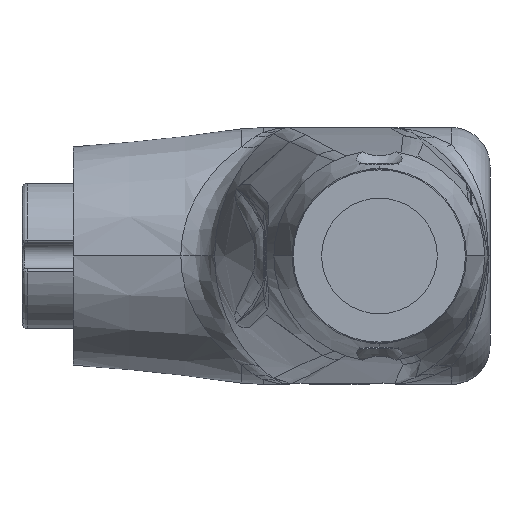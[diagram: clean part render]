
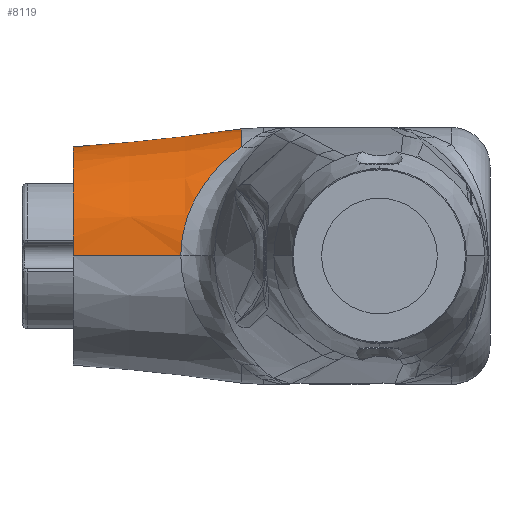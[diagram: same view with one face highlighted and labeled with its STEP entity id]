
A CAD part, left-side view. The second image highlights one B-rep face of the part: STEP entity #8119.
In plain terms, the highlighted conical face has half-angle 6.159 degrees and reference radius 4.602 mm.
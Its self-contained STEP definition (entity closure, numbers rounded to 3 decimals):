
#639=CARTESIAN_POINT('',(-2.558,-2.222,4.242));
#641=CARTESIAN_POINT('',(0.,-2.222,0.));
#642=DIRECTION('',(0.,1.,0.));
#643=DIRECTION('',(-0.516,0.,0.856));
#644=AXIS2_PLACEMENT_3D('',#641,#642,#643);
#927=DIRECTION('',(-0.107,0.994,0.));
#928=VECTOR('',#927,6.56);
#929=CARTESIAN_POINT('',(4.954,-2.222,0.));
#930=LINE('',#929,#928);
#931=CARTESIAN_POINT('',(-2.558,-2.222,4.242));
#932=CARTESIAN_POINT('',(-2.669,-2.108,4.161));
#933=CARTESIAN_POINT('',(-2.874,-1.894,3.998));
#934=CARTESIAN_POINT('',(-3.153,-1.597,3.738));
#935=CARTESIAN_POINT('',(-3.398,-1.333,3.478));
#936=CARTESIAN_POINT('',(-3.62,-1.089,3.206));
#937=CARTESIAN_POINT('',(-3.83,-0.857,
2.912));
#938=CARTESIAN_POINT('',(-4.026,-0.639,
2.592));
#939=CARTESIAN_POINT('',(-4.201,-0.443,
2.253));
#940=CARTESIAN_POINT('',(-4.354,-0.271,
1.896));
#941=CARTESIAN_POINT('',(-4.486,-0.121,
1.51));
#942=CARTESIAN_POINT('',(-4.598,0.007,1.071));
#943=CARTESIAN_POINT('',(-4.68,0.101,
0.561));
#944=CARTESIAN_POINT('',(-4.701,0.124,
0.193));
#945=CARTESIAN_POINT('',(-4.701,0.124,
0.));
#946=CARTESIAN_POINT('',(-4.701,0.124,
0.));
#948=DIRECTION('',(0.107,0.994,0.));
#949=VECTOR('',#948,4.2);
#950=CARTESIAN_POINT('',(-4.701,0.124,
0.));
#951=LINE('',#950,#949);
#969=CARTESIAN_POINT('',(0.,4.3,0.));
#970=DIRECTION('',(0.,-1.,0.));
#971=DIRECTION('',(1.,0.,0.));
#972=AXIS2_PLACEMENT_3D('',#969,#970,#971);
#6140=VERTEX_POINT('',#639);
#6141=CARTESIAN_POINT('',(4.954,-2.222,0.));
#6142=VERTEX_POINT('',#6141);
#6155=VERTEX_POINT('',#946);
#6156=CARTESIAN_POINT('',(-4.25,4.3,0.));
#6157=VERTEX_POINT('',#6156);
#6158=CARTESIAN_POINT('',(4.25,4.3,0.));
#6159=VERTEX_POINT('',#6158);
#8105=CARTESIAN_POINT('',(0.,1.039,0.));
#8106=DIRECTION('',(0.,-1.,0.));
#8107=DIRECTION('',(1.,0.,0.));
#8108=AXIS2_PLACEMENT_3D('',#8105,#8106,#8107);
#8109=CONICAL_SURFACE('',#8108,4.602,6.159);
#8111=ORIENTED_EDGE('',*,*,#8110,.T.);
#8112=ORIENTED_EDGE('',*,*,#8093,.T.);
#8114=ORIENTED_EDGE('',*,*,#8113,.F.);
#8115=ORIENTED_EDGE('',*,*,#8089,.F.);
#8116=ORIENTED_EDGE('',*,*,#7308,.F.);
#8117=EDGE_LOOP('',(#8111,#8112,#8114,#8115,#8116));
#8118=FACE_OUTER_BOUND('',#8117,.F.);
#8119=ADVANCED_FACE('',(#8118),#8109,.T.);
#645=CIRCLE('',#644,4.954);
#947=B_SPLINE_CURVE_WITH_KNOTS('',3,(#931,#932,#933,#934,#935,#936,#937,#938,
#939,#940,#941,#942,#943,#944,#945,#946),.UNSPECIFIED.,.F.,.F.,(4,1,1,1,1,1,1,1,
1,1,1,1,1,4),(0.,0.094,0.178,0.255,
0.329,0.405,0.484,0.562,
0.637,0.713,0.798,0.893,
1.,1.),.UNSPECIFIED.);
#973=CIRCLE('',#972,4.25);
#7308=EDGE_CURVE('',#6140,#6142,#645,.T.);
#8089=EDGE_CURVE('',#6142,#6159,#930,.T.);
#8093=EDGE_CURVE('',#6155,#6157,#951,.T.);
#8110=EDGE_CURVE('',#6140,#6155,#947,.T.);
#8113=EDGE_CURVE('',#6159,#6157,#973,.T.);
